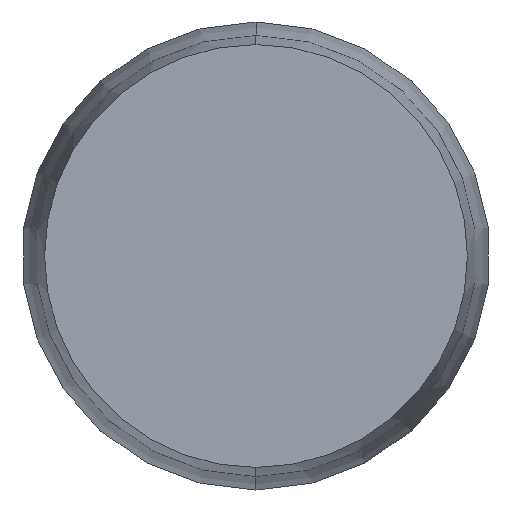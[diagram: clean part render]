
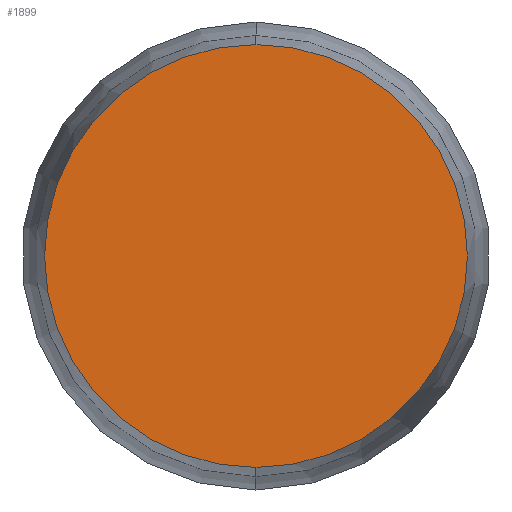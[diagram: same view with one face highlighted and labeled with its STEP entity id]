
A CAD part, left-side view. The second image highlights one B-rep face of the part: STEP entity #1899.
In plain terms, the highlighted planar face has unit normal (-1, 0, 0).
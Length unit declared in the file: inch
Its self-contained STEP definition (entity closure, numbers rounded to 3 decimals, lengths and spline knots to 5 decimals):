
#81 = FACE_OUTER_BOUND ( 'NONE', #175, .T. ) ;
#151 = AXIS2_PLACEMENT_3D ( 'NONE', #1131, #1698, #227 ) ;
#175 = EDGE_LOOP ( 'NONE', ( #1050, #671 ) ) ;
#206 = AXIS2_PLACEMENT_3D ( 'NONE', #1622, #1389, #2066 ) ;
#227 = DIRECTION ( 'NONE',  ( 0., 0., -1. ) ) ;
#671 = ORIENTED_EDGE ( 'NONE', *, *, #1848, .T. ) ;
#730 = CARTESIAN_POINT ( 'NONE',  ( 0., 0., 0. ) ) ;
#878 = VERTEX_POINT ( 'NONE', #1880 ) ;
#1031 = EDGE_CURVE ( 'NONE', #1375, #878, #2051, .T. ) ;
#1050 = ORIENTED_EDGE ( 'NONE', *, *, #1031, .T. ) ;
#1131 = CARTESIAN_POINT ( 'NONE',  ( 0., 0.01595, 0. ) ) ;
#1281 = CIRCLE ( 'NONE', #206, 0.01875 ) ;
#1297 = DIRECTION ( 'NONE',  ( 0., 0., 1. ) ) ;
#1375 = VERTEX_POINT ( 'NONE', #1895 ) ;
#1388 = AXIS2_PLACEMENT_3D ( 'NONE', #730, #1428, #1297 ) ;
#1389 = DIRECTION ( 'NONE',  ( -1., 0., 0. ) ) ;
#1428 = DIRECTION ( 'NONE',  ( -1., 0., 0. ) ) ;
#1622 = CARTESIAN_POINT ( 'NONE',  ( 0., 0., 0. ) ) ;
#1698 = DIRECTION ( 'NONE',  ( 1., 0., 0. ) ) ;
#1759 = PLANE ( 'NONE',  #151 ) ;
#1848 = EDGE_CURVE ( 'NONE', #878, #1375, #1281, .T. ) ;
#1880 = CARTESIAN_POINT ( 'NONE',  ( 0., 0., -0.01875 ) ) ;
#1895 = CARTESIAN_POINT ( 'NONE',  ( 0., 0., 0.01875 ) ) ;
#1899 = ADVANCED_FACE ( 'NONE', ( #81 ), #1759, .F. ) ;
#2051 = CIRCLE ( 'NONE', #1388, 0.01875 ) ;
#2066 = DIRECTION ( 'NONE',  ( 0., 0., 1. ) ) ;
